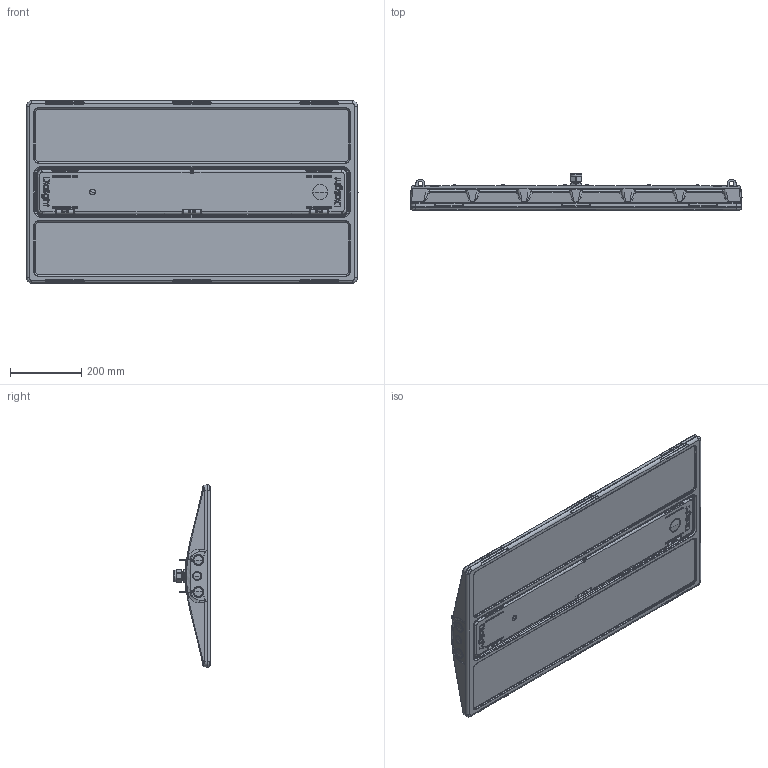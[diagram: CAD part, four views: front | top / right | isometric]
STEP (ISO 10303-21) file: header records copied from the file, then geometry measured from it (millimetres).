
FILE_DESCRIPTION((''),'2;1');
FILE_NAME('RHUXAMWXXXXCXXXN','2019-07-24T',('leibw'),(''),'PRO/ENGINEER BY PARAMETRIC TECHNOLOGY CORPORATION, 2014000','PRO/ENGINEER BY PARAMETRIC TECHNOLOGY CORPORATION, 2014000','');
FILE_SCHEMA(('CONFIG_CONTROL_DESIGN'));
Products named in the file (1): RHUXAMWXXXXCXXXN
Bounding box: 929.1 x 103.74 x 509.82 mm (x, y, z)
Surface area: 2248283.2 mm2 (no closed solid volume)
Topology: 0 solids, 261 shells, 2731 faces, 12877 edges, 10120 vertices
Faces by surface type: cylinder 983, plane 776, bspline 596, cone 149, torus 133, sphere 62, extrusion 24, revolution 8
Entity records: 185870 total; most frequent: CARTESIAN_POINT 98059, ORIENTED_EDGE 17015, DIRECTION 14355, EDGE_CURVE 12830, VERTEX_POINT 10120, B_SPLINE_CURVE_WITH_KNOTS 5304, VECTOR 5023, LINE 4999
